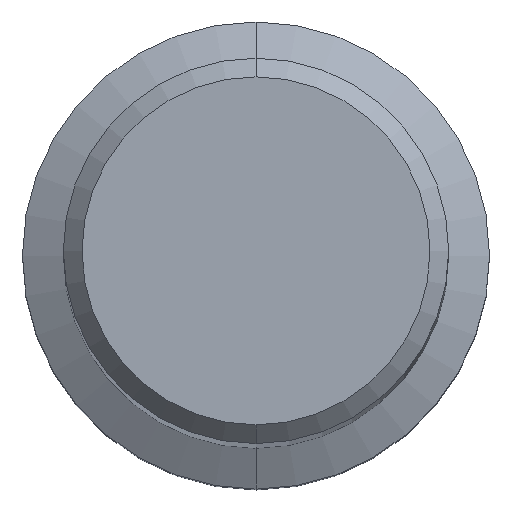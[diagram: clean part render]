
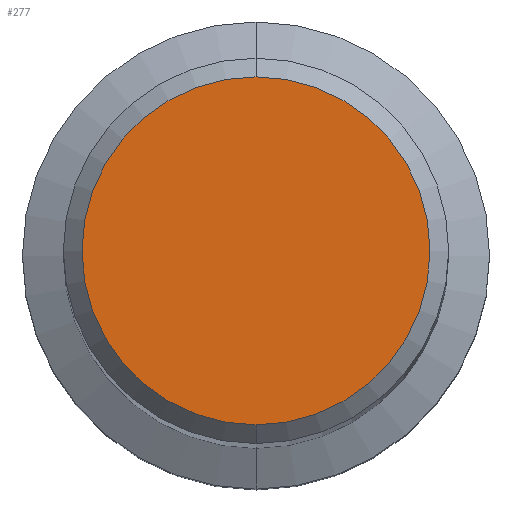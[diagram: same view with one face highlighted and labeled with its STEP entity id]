
A CAD part, top view. The second image highlights one B-rep face of the part: STEP entity #277.
In plain terms, the highlighted planar face has unit normal (0, 0, 1).
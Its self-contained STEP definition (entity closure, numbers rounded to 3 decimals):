
#251=VERTEX_POINT('',#612);
#277=ADVANCED_FACE('',(#643),#644,.T.);
#375=EDGE_CURVE('',#445,#251,#753,.T.);
#445=VERTEX_POINT('',#830);
#465=EDGE_CURVE('',#251,#445,#853,.T.);
#612=CARTESIAN_POINT('',(0.0,7.45,0.0));
#643=FACE_OUTER_BOUND('',#1105,.T.);
#644=PLANE('',#1106);
#753=CIRCLE('',#1362,7.45);
#830=CARTESIAN_POINT('',(0.,-7.45,0.0));
#853=CIRCLE('',#1596,7.45);
#1105=EDGE_LOOP('',(#1829,#1830));
#1106=AXIS2_PLACEMENT_3D('',#1831,#1832,#1833);
#1362=AXIS2_PLACEMENT_3D('',#1948,#1949,#1950);
#1596=AXIS2_PLACEMENT_3D('',#2064,#2065,#2066);
#1829=ORIENTED_EDGE('',*,*,#465,.F.);
#1830=ORIENTED_EDGE('',*,*,#375,.F.);
#1831=CARTESIAN_POINT('',(0.0,3.725,0.0));
#1832=DIRECTION('',(-0.0,0.0,1.0));
#1833=DIRECTION('',(0.0,-1.0,0.0));
#1948=CARTESIAN_POINT('',(0.0,0.0,0.0));
#1949=DIRECTION('',(0.0,0.0,-1.0));
#1950=DIRECTION('',(0.0,1.0,0.0));
#2064=CARTESIAN_POINT('',(0.0,0.0,0.0));
#2065=DIRECTION('',(0.0,0.0,-1.0));
#2066=DIRECTION('',(0.0,1.0,0.0));
